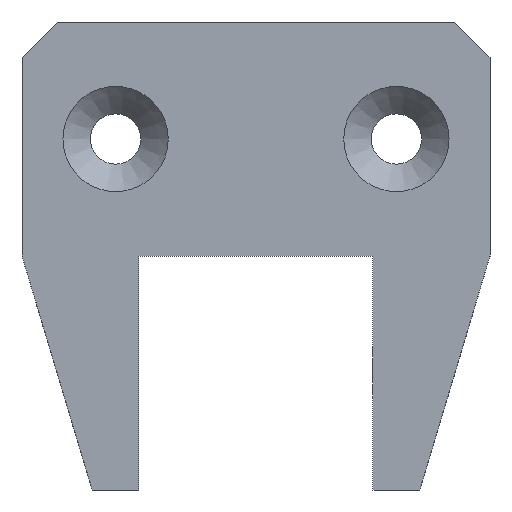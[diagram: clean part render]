
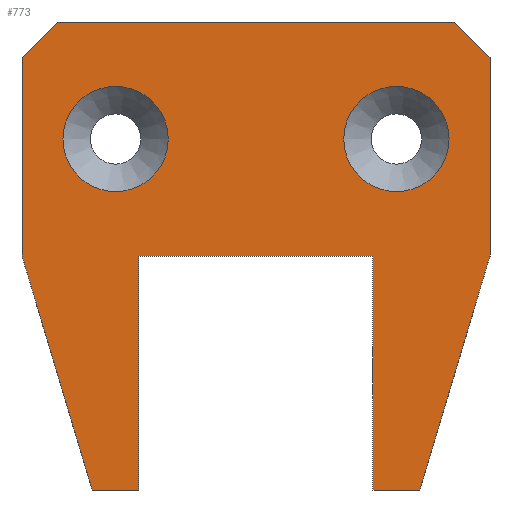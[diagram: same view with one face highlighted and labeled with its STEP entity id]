
A CAD part, left-side view. The second image highlights one B-rep face of the part: STEP entity #773.
In plain terms, the highlighted planar face has unit normal (-1, 0, 0).
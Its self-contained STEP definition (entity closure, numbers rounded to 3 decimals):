
#21=FACE_BOUND('',#114,.T.);
#22=FACE_BOUND('',#115,.T.);
#35=PLANE('',#835);
#69=FACE_OUTER_BOUND('',#113,.T.);
#113=EDGE_LOOP('',(#575,#576,#577,#578,#579,#580,#581,#582,#583,#584,#585,
#586));
#114=EDGE_LOOP('',(#587));
#115=EDGE_LOOP('',(#588));
#180=LINE('',#1152,#274);
#182=LINE('',#1156,#276);
#183=LINE('',#1158,#277);
#184=LINE('',#1160,#278);
#185=LINE('',#1162,#279);
#186=LINE('',#1164,#280);
#187=LINE('',#1166,#281);
#188=LINE('',#1168,#282);
#189=LINE('',#1170,#283);
#190=LINE('',#1172,#284);
#191=LINE('',#1174,#285);
#192=LINE('',#1175,#286);
#274=VECTOR('',#928,10.);
#276=VECTOR('',#932,10.);
#277=VECTOR('',#933,10.);
#278=VECTOR('',#934,10.);
#279=VECTOR('',#935,10.);
#280=VECTOR('',#936,10.);
#281=VECTOR('',#937,10.);
#282=VECTOR('',#938,10.);
#283=VECTOR('',#939,10.);
#284=VECTOR('',#940,10.);
#285=VECTOR('',#941,10.);
#286=VECTOR('',#942,10.);
#353=CIRCLE('',#836,4.5);
#354=CIRCLE('',#837,4.5);
#386=VERTEX_POINT('',#1149);
#387=VERTEX_POINT('',#1151);
#388=VERTEX_POINT('',#1155);
#389=VERTEX_POINT('',#1157);
#390=VERTEX_POINT('',#1159);
#391=VERTEX_POINT('',#1161);
#392=VERTEX_POINT('',#1163);
#393=VERTEX_POINT('',#1165);
#394=VERTEX_POINT('',#1167);
#395=VERTEX_POINT('',#1169);
#396=VERTEX_POINT('',#1171);
#397=VERTEX_POINT('',#1173);
#398=VERTEX_POINT('',#1176);
#399=VERTEX_POINT('',#1178);
#458=EDGE_CURVE('',#386,#387,#180,.T.);
#460=EDGE_CURVE('',#388,#386,#182,.T.);
#461=EDGE_CURVE('',#389,#388,#183,.T.);
#462=EDGE_CURVE('',#390,#389,#184,.T.);
#463=EDGE_CURVE('',#390,#391,#185,.T.);
#464=EDGE_CURVE('',#391,#392,#186,.T.);
#465=EDGE_CURVE('',#392,#393,#187,.T.);
#466=EDGE_CURVE('',#393,#394,#188,.T.);
#467=EDGE_CURVE('',#394,#395,#189,.T.);
#468=EDGE_CURVE('',#395,#396,#190,.T.);
#469=EDGE_CURVE('',#396,#397,#191,.T.);
#470=EDGE_CURVE('',#397,#387,#192,.T.);
#471=EDGE_CURVE('',#398,#398,#353,.T.);
#472=EDGE_CURVE('',#399,#399,#354,.T.);
#575=ORIENTED_EDGE('',*,*,#458,.F.);
#576=ORIENTED_EDGE('',*,*,#460,.F.);
#577=ORIENTED_EDGE('',*,*,#461,.F.);
#578=ORIENTED_EDGE('',*,*,#462,.F.);
#579=ORIENTED_EDGE('',*,*,#463,.T.);
#580=ORIENTED_EDGE('',*,*,#464,.T.);
#581=ORIENTED_EDGE('',*,*,#465,.T.);
#582=ORIENTED_EDGE('',*,*,#466,.T.);
#583=ORIENTED_EDGE('',*,*,#467,.T.);
#584=ORIENTED_EDGE('',*,*,#468,.T.);
#585=ORIENTED_EDGE('',*,*,#469,.T.);
#586=ORIENTED_EDGE('',*,*,#470,.T.);
#587=ORIENTED_EDGE('',*,*,#471,.F.);
#588=ORIENTED_EDGE('',*,*,#472,.F.);
#773=ADVANCED_FACE('',(#69,#21,#22),#35,.T.);
#835=AXIS2_PLACEMENT_3D('',#1154,#930,#931);
#836=AXIS2_PLACEMENT_3D('',#1177,#943,#944);
#837=AXIS2_PLACEMENT_3D('',#1179,#945,#946);
#928=DIRECTION('',(0.,-0.707,-0.707));
#930=DIRECTION('center_axis',(-1.,0.,0.));
#931=DIRECTION('ref_axis',(0.,-1.,0.));
#932=DIRECTION('',(0.,-1.,0.));
#933=DIRECTION('',(0.,-0.707,0.707));
#934=DIRECTION('',(0.,0.,1.));
#935=DIRECTION('',(0.,-0.287,-0.958));
#936=DIRECTION('',(0.,-1.,0.));
#937=DIRECTION('',(0.,0.,1.));
#938=DIRECTION('',(0.,-1.,0.));
#939=DIRECTION('',(0.,0.,-1.));
#940=DIRECTION('',(0.,-1.,0.));
#941=DIRECTION('',(0.,-0.287,0.958));
#942=DIRECTION('',(0.,0.,1.));
#943=DIRECTION('center_axis',(-1.,0.,0.));
#944=DIRECTION('ref_axis',(0.,1.,0.));
#945=DIRECTION('center_axis',(-1.,0.,0.));
#946=DIRECTION('ref_axis',(0.,1.,0.));
#1149=CARTESIAN_POINT('',(0.,3.,40.));
#1151=CARTESIAN_POINT('',(0.,0.,37.));
#1152=CARTESIAN_POINT('',(0.,1.5,38.5));
#1154=CARTESIAN_POINT('Origin',(0.,40.,0.));
#1155=CARTESIAN_POINT('',(0.,37.,40.));
#1156=CARTESIAN_POINT('',(0.,40.,40.));
#1157=CARTESIAN_POINT('',(0.,40.,37.));
#1158=CARTESIAN_POINT('',(0.,48.5,28.5));
#1159=CARTESIAN_POINT('',(0.,40.,20.));
#1160=CARTESIAN_POINT('',(0.,40.,0.));
#1161=CARTESIAN_POINT('',(0.,34.,0.));
#1162=CARTESIAN_POINT('',(0.,34.248,0.826));
#1163=CARTESIAN_POINT('',(0.,30.,0.));
#1164=CARTESIAN_POINT('',(0.,40.,0.));
#1165=CARTESIAN_POINT('',(0.,30.,20.));
#1166=CARTESIAN_POINT('',(0.,30.,10.));
#1167=CARTESIAN_POINT('',(0.,10.,20.));
#1168=CARTESIAN_POINT('',(0.,25.,20.));
#1169=CARTESIAN_POINT('',(0.,10.,0.));
#1170=CARTESIAN_POINT('',(0.,10.,0.));
#1171=CARTESIAN_POINT('',(0.,6.,0.));
#1172=CARTESIAN_POINT('',(0.,40.,0.));
#1173=CARTESIAN_POINT('',(0.,0.,20.));
#1174=CARTESIAN_POINT('',(0.,4.404,5.321));
#1175=CARTESIAN_POINT('',(0.,0.,0.));
#1176=CARTESIAN_POINT('',(0.,27.5,30.));
#1177=CARTESIAN_POINT('Origin',(0.,32.,30.));
#1178=CARTESIAN_POINT('',(0.,3.5,30.));
#1179=CARTESIAN_POINT('Origin',(0.,8.,30.));
